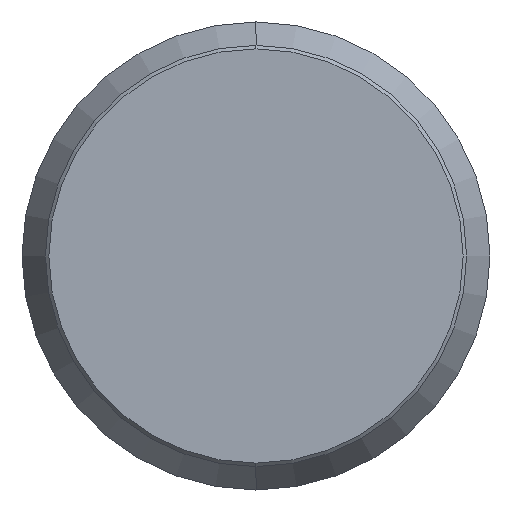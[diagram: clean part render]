
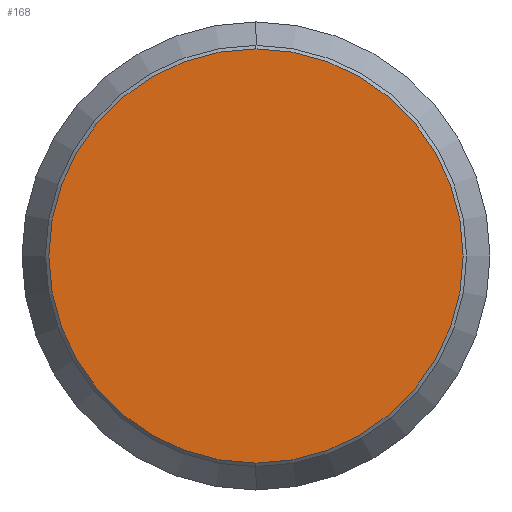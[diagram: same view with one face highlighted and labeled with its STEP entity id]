
A CAD part, left-side view. The second image highlights one B-rep face of the part: STEP entity #168.
In plain terms, the highlighted planar face has unit normal (-1, 0, 0).
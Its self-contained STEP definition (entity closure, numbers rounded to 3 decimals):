
#65 = EDGE_CURVE ( 'NONE', #275, #198, #102, .T. ) ;
#66 = DIRECTION ( 'NONE',  ( -1., 0., 0. ) ) ;
#78 = CARTESIAN_POINT ( 'NONE',  ( 0., 0., 0. ) ) ;
#80 = DIRECTION ( 'NONE',  ( 0., 0., -1. ) ) ;
#88 = EDGE_CURVE ( 'NONE', #198, #275, #389, .T. ) ;
#98 = ORIENTED_EDGE ( 'NONE', *, *, #65, .T. ) ;
#102 = CIRCLE ( 'NONE', #315, 17.7 ) ;
#132 = AXIS2_PLACEMENT_3D ( 'NONE', #217, #66, #319 ) ;
#167 = FACE_OUTER_BOUND ( 'NONE', #651, .T. ) ;
#168 = ADVANCED_FACE ( 'NONE', ( #167 ), #233, .F. ) ;
#198 = VERTEX_POINT ( 'NONE', #624 ) ;
#217 = CARTESIAN_POINT ( 'NONE',  ( 0., 0., 0. ) ) ;
#233 = PLANE ( 'NONE',  #582 ) ;
#275 = VERTEX_POINT ( 'NONE', #525 ) ;
#289 = DIRECTION ( 'NONE',  ( 1., 0., 0. ) ) ;
#315 = AXIS2_PLACEMENT_3D ( 'NONE', #467, #359, #411 ) ;
#319 = DIRECTION ( 'NONE',  ( 0., 0., 1. ) ) ;
#359 = DIRECTION ( 'NONE',  ( -1., 0., 0. ) ) ;
#389 = CIRCLE ( 'NONE', #132, 17.7 ) ;
#411 = DIRECTION ( 'NONE',  ( 0., 0., 1. ) ) ;
#467 = CARTESIAN_POINT ( 'NONE',  ( 0., 0., 0. ) ) ;
#525 = CARTESIAN_POINT ( 'NONE',  ( 0., 0., 17.7 ) ) ;
#582 = AXIS2_PLACEMENT_3D ( 'NONE', #78, #289, #80 ) ;
#597 = ORIENTED_EDGE ( 'NONE', *, *, #88, .T. ) ;
#624 = CARTESIAN_POINT ( 'NONE',  ( 0., 0., -17.7 ) ) ;
#651 = EDGE_LOOP ( 'NONE', ( #597, #98 ) ) ;
